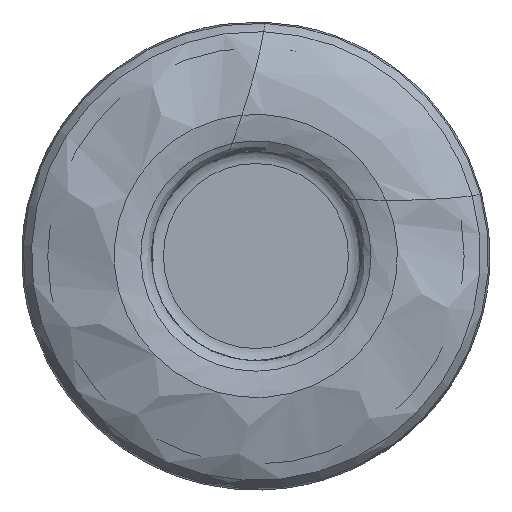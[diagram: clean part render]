
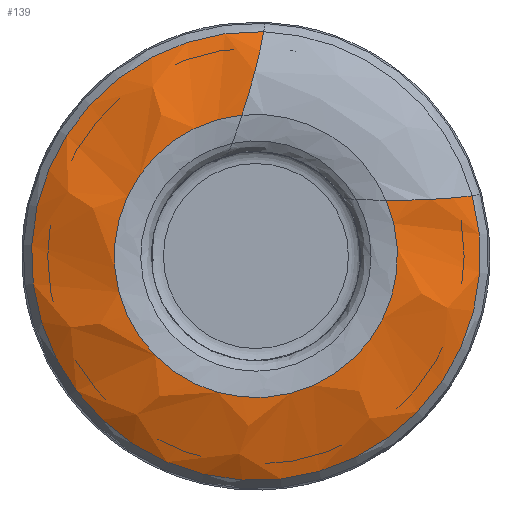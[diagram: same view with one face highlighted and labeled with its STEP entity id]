
A CAD part, left-side view. The second image highlights one B-rep face of the part: STEP entity #139.
In plain terms, the highlighted free-form (B-spline) face has degree [3, 3] with [4, 7] control points.
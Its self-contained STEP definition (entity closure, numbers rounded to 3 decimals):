
#36=(
BOUNDED_SURFACE()
B_SPLINE_SURFACE(3,3,((#917,#918,#919,#920,#921,#922,#923),(#924,#925,#926,
#927,#928,#929,#930),(#931,#932,#933,#934,#935,#936,#937),(#938,#939,#940,
#941,#942,#943,#944)),.UNSPECIFIED.,.F.,.F.,.F.)
B_SPLINE_SURFACE_WITH_KNOTS((4,4),(4,3,4),(0.,1.),(0.,0.5,1.),
 .UNSPECIFIED.)
GEOMETRIC_REPRESENTATION_ITEM()
RATIONAL_B_SPLINE_SURFACE(((1.,0.541,0.541,1.,0.541,
0.541,1.),(0.961,0.52,0.52,
0.961,0.52,0.52,0.961),
(0.961,0.52,0.52,0.961,
0.52,0.52,0.961),(1.,0.541,
0.541,1.,0.541,0.541,1.)))
REPRESENTATION_ITEM('')
SURFACE()
);
#92=FACE_OUTER_BOUND('',#228,.T.);
#139=ADVANCED_FACE('',(#92),#36,.F.);
#228=EDGE_LOOP('',(#294,#295,#296,#297));
#294=ORIENTED_EDGE('',*,*,#440,.F.);
#295=ORIENTED_EDGE('',*,*,#441,.F.);
#296=ORIENTED_EDGE('',*,*,#437,.T.);
#297=ORIENTED_EDGE('',*,*,#442,.F.);
#395=VERTEX_POINT('',#880);
#396=VERTEX_POINT('',#881);
#397=VERTEX_POINT('',#913);
#398=VERTEX_POINT('',#914);
#437=EDGE_CURVE('',#395,#396,#498,.T.);
#440=EDGE_CURVE('',#397,#398,#501,.T.);
#441=EDGE_CURVE('',#395,#397,#502,.T.);
#442=EDGE_CURVE('',#398,#396,#503,.T.);
#498=CIRCLE('',#574,6.349);
#501=CIRCLE('',#577,10.065);
#502=CIRCLE('',#578,6.);
#503=CIRCLE('',#579,6.);
#574=AXIS2_PLACEMENT_3D('',#879,#691,#692);
#577=AXIS2_PLACEMENT_3D('',#912,#697,#698);
#578=AXIS2_PLACEMENT_3D('',#915,#699,#700);
#579=AXIS2_PLACEMENT_3D('',#916,#701,#702);
#691=DIRECTION('',(1.,0.,0.));
#692=DIRECTION('',(0.,-0.919,0.394));
#697=DIRECTION('',(1.,0.,0.));
#698=DIRECTION('',(0.,-0.963,0.268));
#699=DIRECTION('',(-0.174,0.,0.985));
#700=DIRECTION('',(0.985,0.,0.174));
#701=DIRECTION('',(0.174,-0.939,-0.297));
#702=DIRECTION('',(0.985,0.166,0.052));
#879=CARTESIAN_POINT('',(0.009,0.,0.));
#880=CARTESIAN_POINT('',(0.009,-5.836,2.502));
#881=CARTESIAN_POINT('',(0.009,0.625,6.318));
#912=CARTESIAN_POINT('',(1.135,0.,0.));
#913=CARTESIAN_POINT('',(1.135,-9.696,2.7));
#914=CARTESIAN_POINT('',(1.135,-0.351,10.059));
#915=CARTESIAN_POINT('',(5.909,-6.161,3.542));
#916=CARTESIAN_POINT('',(5.909,1.518,6.942));
#917=CARTESIAN_POINT('',(0.009,-5.836,2.502));
#918=CARTESIAN_POINT('',(0.009,-8.768,-4.339));
#919=CARTESIAN_POINT('',(0.009,-3.178,-9.252));
#920=CARTESIAN_POINT('',(0.009,3.23,-5.466));
#921=CARTESIAN_POINT('',(0.009,9.637,-1.681));
#922=CARTESIAN_POINT('',(0.009,8.031,5.586));
#923=CARTESIAN_POINT('',(0.009,0.625,6.318));
#924=CARTESIAN_POINT('',(-0.066,-7.23,2.488));
#925=CARTESIAN_POINT('',(-0.066,-10.146,-5.986));
#926=CARTESIAN_POINT('',(-0.066,-2.999,-11.393));
#927=CARTESIAN_POINT('',(-0.066,4.362,-6.279));
#928=CARTESIAN_POINT('',(-0.066,11.723,-1.166));
#929=CARTESIAN_POINT('',(-0.066,9.151,7.419));
#930=CARTESIAN_POINT('',(-0.066,0.191,7.643));
#931=CARTESIAN_POINT('',(0.325,-8.568,2.557));
#932=CARTESIAN_POINT('',(0.325,-11.566,-7.486));
#933=CARTESIAN_POINT('',(0.325,-2.952,-13.457));
#934=CARTESIAN_POINT('',(0.325,5.401,-7.126));
#935=CARTESIAN_POINT('',(0.325,13.754,-0.795));
#936=CARTESIAN_POINT('',(0.325,10.333,9.112));
#937=CARTESIAN_POINT('',(0.325,-0.147,8.94));
#938=CARTESIAN_POINT('',(1.135,-9.696,2.7));
#939=CARTESIAN_POINT('',(1.135,-12.861,-8.665));
#940=CARTESIAN_POINT('',(1.135,-3.042,-15.207));
#941=CARTESIAN_POINT('',(1.135,6.227,-7.908));
#942=CARTESIAN_POINT('',(1.135,15.496,-0.609));
#943=CARTESIAN_POINT('',(1.135,11.44,10.47));
#944=CARTESIAN_POINT('',(1.135,-0.351,10.059));
